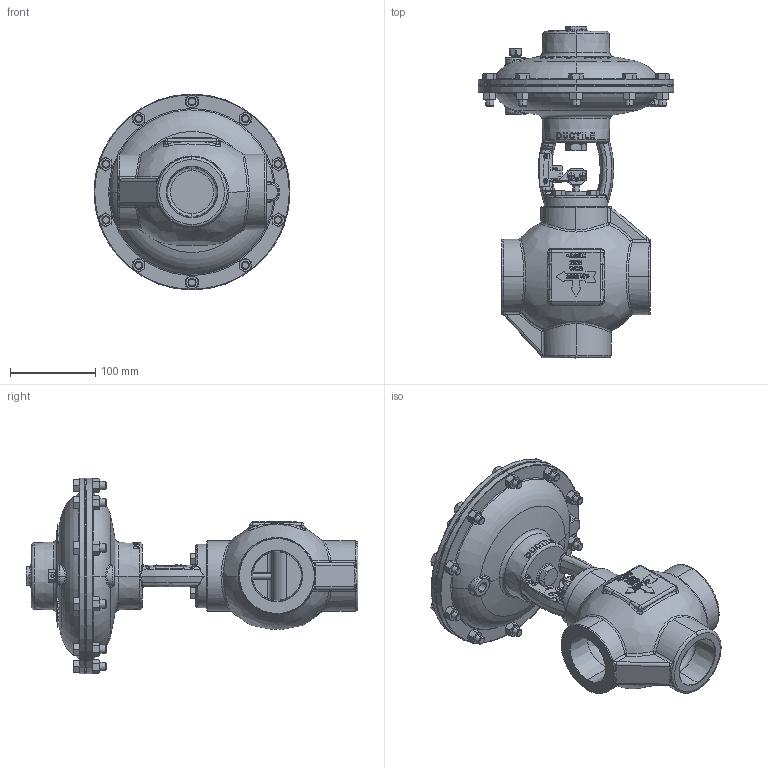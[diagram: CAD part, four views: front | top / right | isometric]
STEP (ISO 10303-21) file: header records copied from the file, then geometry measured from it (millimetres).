
FILE_DESCRIPTION (( 'STEP AP203' ), '1' );
FILE_NAME ('2 INCH 2300 SD3W PO (ESI).STEP', '2016-02-16T17:57:41', ( 'PCTech' ), ( 'Microsoft' ), 'SwSTEP 2.0', 'SolidWorks 2015', '' );
FILE_SCHEMA (( 'CONFIG_CONTROL_DESIGN' ));
Products named in the file (1): 2 INCH 2300 SD3W PO (ESI)
Bounding box: 230.19 x 390.04 x 230.19 mm (x, y, z)
Volume: 3514369.8 mm3; surface area: 344062.4 mm2
Topology: 2 solids, 2 shells, 2556 faces, 6466 edges, 4055 vertices
Faces by surface type: plane 1224, bspline 576, cone 346, cylinder 237, torus 114, sphere 59
Entity records: 123125 total; most frequent: CARTESIAN_POINT 66056, ORIENTED_EDGE 12884, DIRECTION 10161, EDGE_CURVE 6442, VERTEX_POINT 4055, AXIS2_PLACEMENT_3D 3545, VECTOR 3071, LINE 3071
